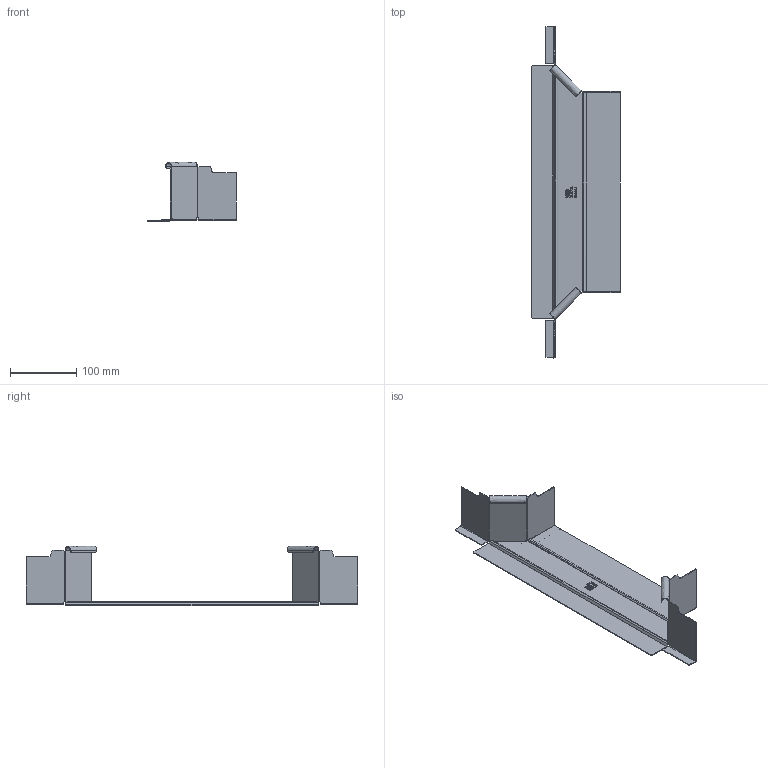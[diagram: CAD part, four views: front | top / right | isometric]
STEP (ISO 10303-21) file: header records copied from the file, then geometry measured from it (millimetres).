
FILE_DESCRIPTION(/* description */ (''),/* implementation_level */ '2;1');
FILE_NAME(/* name */ '6041594',/* time_stamp */ '2014-08-22T10:08:52+02:00',/* author */ (''),/* organization */ (''),/* preprocessor_version */ 'ST-DEVELOPER v15',/* originating_system */ '',/* authorisation */ '');
FILE_SCHEMA (('AUTOMOTIVE_DESIGN'));
Length unit declared in the file: millimetre
Products named in the file (2): Document; Block 02
Assembly tree (1 placements, depth 2):
  Document
    Block 02
Bounding box: 133.5 x 499.2 x 89.45 mm (x, y, z)
Volume: 98923.7 mm3; surface area: 160980 mm2
Topology: 3 solids, 3 shells, 398 faces, 1001 edges, 628 vertices
Faces by surface type: plane 246, bspline 152
Entity records: 16971 total; most frequent: CARTESIAN_POINT 10374, ORIENTED_EDGE 2002, EDGE_CURVE 1001, B_SPLINE_CURVE_WITH_KNOTS 857, VERTEX_POINT 628, EDGE_LOOP 418, ADVANCED_FACE 398, FACE_OUTER_BOUND 398
